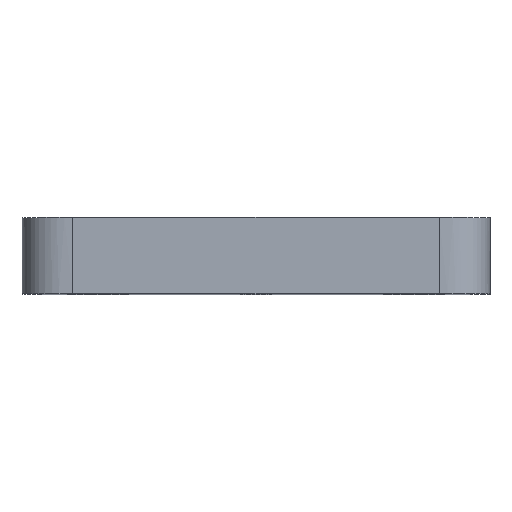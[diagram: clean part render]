
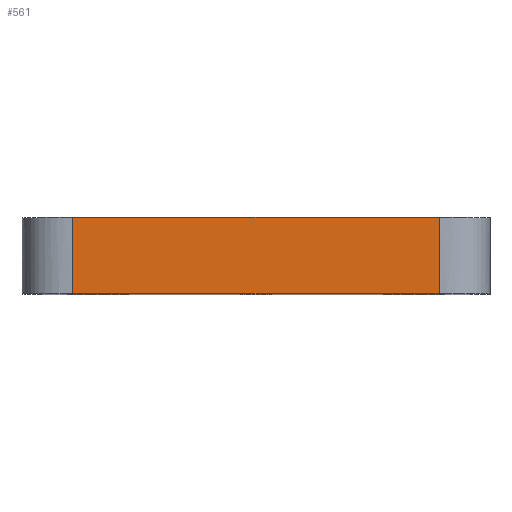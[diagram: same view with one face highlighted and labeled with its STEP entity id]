
A CAD part, top view. The second image highlights one B-rep face of the part: STEP entity #561.
In plain terms, the highlighted free-form (B-spline) face has degree [1, 1] with [2, 2] control points.
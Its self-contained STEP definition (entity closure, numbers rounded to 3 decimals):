
#14=B_SPLINE_CURVE_WITH_KNOTS('',3,(#969,#970,#971,#972),.UNSPECIFIED.,
 .F.,.F.,(4,4),(0.,1.),.UNSPECIFIED.);
#15=B_SPLINE_CURVE_WITH_KNOTS('',3,(#976,#977,#978,#979),.UNSPECIFIED.,
 .F.,.F.,(4,4),(0.,1.),.UNSPECIFIED.);
#30=LINE('',#966,#38);
#31=LINE('',#974,#39);
#38=VECTOR('',#693,1000.);
#39=VECTOR('',#694,1000.);
#45=B_SPLINE_SURFACE_WITH_KNOTS('',1,1,((#962,#963),(#964,#965)),
 .PLANE_SURF.,.F.,.F.,.F.,(2,2),(2,2),(0.,1.),(0.,1.),.UNSPECIFIED.);
#142=ORIENTED_EDGE('',*,*,#302,.T.);
#143=ORIENTED_EDGE('',*,*,#303,.T.);
#144=ORIENTED_EDGE('',*,*,#304,.F.);
#145=ORIENTED_EDGE('',*,*,#305,.T.);
#302=EDGE_CURVE('',#378,#379,#30,.T.);
#303=EDGE_CURVE('',#379,#380,#14,.T.);
#304=EDGE_CURVE('',#381,#380,#31,.T.);
#305=EDGE_CURVE('',#381,#378,#15,.T.);
#378=VERTEX_POINT('',#967);
#379=VERTEX_POINT('',#968);
#380=VERTEX_POINT('',#973);
#381=VERTEX_POINT('',#975);
#441=EDGE_LOOP('',(#142,#143,#144,#145));
#491=FACE_BOUND('',#441,.T.);
#561=ADVANCED_FACE('',(#491),#45,.F.);
#693=DIRECTION('',(-1.,0.,0.));
#694=DIRECTION('',(-1.,0.,0.));
#962=CARTESIAN_POINT('',(-19.887,-7.875,29.929));
#963=CARTESIAN_POINT('',(19.887,-7.875,29.929));
#964=CARTESIAN_POINT('',(-19.887,0.375,29.929));
#965=CARTESIAN_POINT('',(19.887,0.375,29.929));
#966=CARTESIAN_POINT('',(0.,0.,29.929));
#967=CARTESIAN_POINT('',(18.079,0.,29.929));
#968=CARTESIAN_POINT('',(-18.079,0.,29.929));
#969=CARTESIAN_POINT('',(-18.079,0.,29.929));
#970=CARTESIAN_POINT('',(-18.079,-2.5,29.929));
#971=CARTESIAN_POINT('',(-18.079,-5.,29.929));
#972=CARTESIAN_POINT('',(-18.079,-7.5,29.929));
#973=CARTESIAN_POINT('',(-18.079,-7.5,29.929));
#974=CARTESIAN_POINT('',(0.,-7.5,29.929));
#975=CARTESIAN_POINT('',(18.079,-7.5,29.929));
#976=CARTESIAN_POINT('',(18.079,-7.5,29.929));
#977=CARTESIAN_POINT('',(18.079,-5.,29.929));
#978=CARTESIAN_POINT('',(18.079,-2.5,29.929));
#979=CARTESIAN_POINT('',(18.079,0.,29.929));
